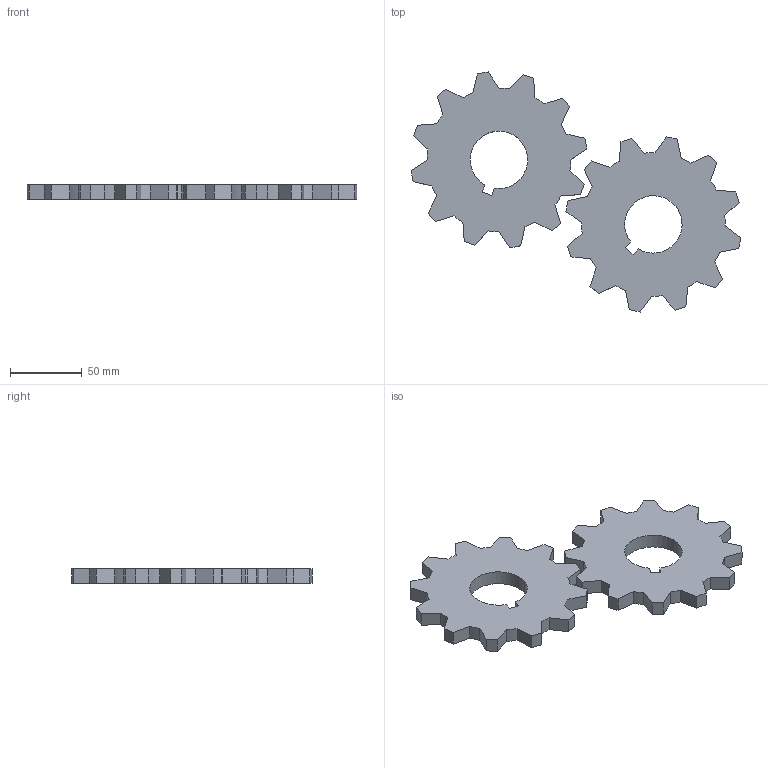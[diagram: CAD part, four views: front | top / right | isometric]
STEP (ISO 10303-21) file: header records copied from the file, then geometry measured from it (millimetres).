
FILE_DESCRIPTION (( 'STEP AP214' ), '1' );
FILE_NAME ('Test_4_Respaldo.STEP', '2020-10-28T10:08:21', ( '' ), ( '' ), 'SwSTEP 2.0', 'SolidWorks 2019', '' );
FILE_SCHEMA (( 'AUTOMOTIVE_DESIGN' ));
Length unit declared in the file: centimetre
Products named in the file (2): Gear_1; Test_4_Respaldo
Assembly tree (2 placements, depth 2):
  Test_4_Respaldo
    Gear_1  x2
Bounding box: 229.72 x 167.12 x 10 mm (x, y, z)
Volume: 167788.4 mm3; surface area: 46446.1 mm2
Topology: 2 solids, 2 shells, 112 faces, 324 edges, 216 vertices
Faces by surface type: plane 82, cylinder 30
Entity records: 1914 total; most frequent: CARTESIAN_POINT 331, ORIENTED_EDGE 324, DIRECTION 314, EDGE_CURVE 162, LINE 132, VECTOR 132, VERTEX_POINT 108, AXIS2_PLACEMENT_3D 91
